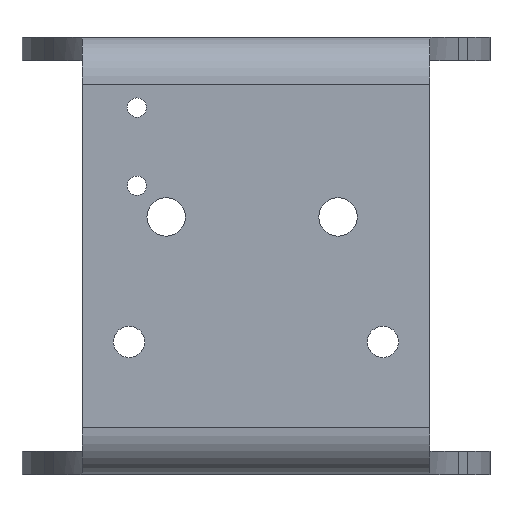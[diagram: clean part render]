
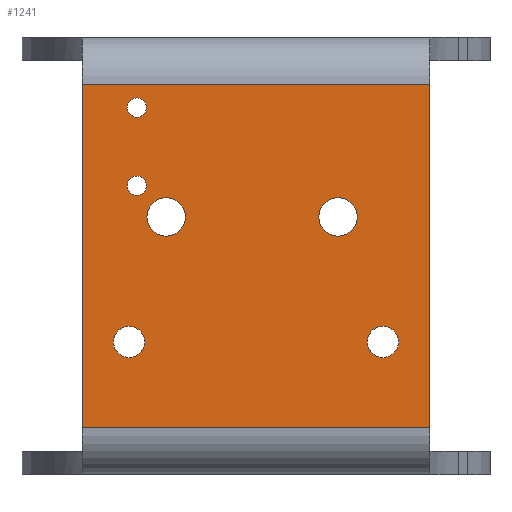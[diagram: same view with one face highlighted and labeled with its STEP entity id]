
A CAD part, front view. The second image highlights one B-rep face of the part: STEP entity #1241.
In plain terms, the highlighted planar face has unit normal (0, -1, 0).
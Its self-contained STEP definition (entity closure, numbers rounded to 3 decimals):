
#43=FACE_BOUND('',#238,.T.);
#44=FACE_BOUND('',#239,.T.);
#45=FACE_BOUND('',#240,.T.);
#46=FACE_BOUND('',#241,.T.);
#47=FACE_BOUND('',#242,.T.);
#48=FACE_BOUND('',#243,.T.);
#103=PLANE('',#1374);
#161=FACE_OUTER_BOUND('',#237,.T.);
#237=EDGE_LOOP('',(#1096,#1097,#1098,#1099));
#238=EDGE_LOOP('',(#1100));
#239=EDGE_LOOP('',(#1101));
#240=EDGE_LOOP('',(#1102));
#241=EDGE_LOOP('',(#1103));
#242=EDGE_LOOP('',(#1104));
#243=EDGE_LOOP('',(#1105));
#330=LINE('',#2057,#427);
#343=LINE('',#2201,#440);
#351=LINE('',#2225,#448);
#354=LINE('',#2231,#451);
#427=VECTOR('',#1624,10.);
#440=VECTOR('',#1657,10.);
#448=VECTOR('',#1687,10.);
#451=VECTOR('',#1696,10.);
#465=CIRCLE('',#1285,2.);
#467=CIRCLE('',#1288,2.);
#470=CIRCLE('',#1292,2.459);
#473=CIRCLE('',#1296,2.459);
#476=CIRCLE('',#1300,1.23);
#479=CIRCLE('',#1304,1.23);
#527=VERTEX_POINT('',#1743);
#529=VERTEX_POINT('',#1749);
#532=VERTEX_POINT('',#1757);
#535=VERTEX_POINT('',#1765);
#538=VERTEX_POINT('',#1773);
#541=VERTEX_POINT('',#1781);
#604=VERTEX_POINT('',#2054);
#605=VERTEX_POINT('',#2056);
#625=VERTEX_POINT('',#2198);
#626=VERTEX_POINT('',#2200);
#652=EDGE_CURVE('',#527,#527,#465,.T.);
#655=EDGE_CURVE('',#529,#529,#467,.T.);
#659=EDGE_CURVE('',#532,#532,#470,.T.);
#663=EDGE_CURVE('',#535,#535,#473,.T.);
#667=EDGE_CURVE('',#538,#538,#476,.T.);
#671=EDGE_CURVE('',#541,#541,#479,.T.);
#761=EDGE_CURVE('',#605,#604,#330,.T.);
#790=EDGE_CURVE('',#626,#625,#343,.T.);
#803=EDGE_CURVE('',#625,#605,#351,.T.);
#806=EDGE_CURVE('',#626,#604,#354,.T.);
#1096=ORIENTED_EDGE('',*,*,#761,.T.);
#1097=ORIENTED_EDGE('',*,*,#806,.F.);
#1098=ORIENTED_EDGE('',*,*,#790,.T.);
#1099=ORIENTED_EDGE('',*,*,#803,.T.);
#1100=ORIENTED_EDGE('',*,*,#652,.T.);
#1101=ORIENTED_EDGE('',*,*,#655,.T.);
#1102=ORIENTED_EDGE('',*,*,#659,.T.);
#1103=ORIENTED_EDGE('',*,*,#663,.T.);
#1104=ORIENTED_EDGE('',*,*,#667,.T.);
#1105=ORIENTED_EDGE('',*,*,#671,.T.);
#1241=ADVANCED_FACE('',(#161,#43,#44,#45,#46,#47,#48),#103,.F.);
#1285=AXIS2_PLACEMENT_3D('',#1745,#1427,#1428);
#1288=AXIS2_PLACEMENT_3D('',#1751,#1434,#1435);
#1292=AXIS2_PLACEMENT_3D('',#1759,#1443,#1444);
#1296=AXIS2_PLACEMENT_3D('',#1767,#1452,#1453);
#1300=AXIS2_PLACEMENT_3D('',#1775,#1461,#1462);
#1304=AXIS2_PLACEMENT_3D('',#1783,#1470,#1471);
#1374=AXIS2_PLACEMENT_3D('',#2230,#1694,#1695);
#1427=DIRECTION('center_axis',(0.,1.,0.));
#1428=DIRECTION('ref_axis',(-1.,0.,0.));
#1434=DIRECTION('center_axis',(0.,1.,0.));
#1435=DIRECTION('ref_axis',(-1.,0.,0.));
#1443=DIRECTION('center_axis',(0.,1.,0.));
#1444=DIRECTION('ref_axis',(1.,0.,0.));
#1452=DIRECTION('center_axis',(0.,1.,0.));
#1453=DIRECTION('ref_axis',(1.,0.,0.));
#1461=DIRECTION('center_axis',(0.,1.,0.));
#1462=DIRECTION('ref_axis',(1.,0.,0.));
#1470=DIRECTION('center_axis',(0.,1.,0.));
#1471=DIRECTION('ref_axis',(1.,0.,0.));
#1624=DIRECTION('',(0.,0.,1.));
#1657=DIRECTION('',(0.,0.,-1.));
#1687=DIRECTION('',(1.,0.,0.));
#1694=DIRECTION('center_axis',(0.,1.,0.));
#1695=DIRECTION('ref_axis',(1.,0.,0.));
#1696=DIRECTION('',(1.,0.,0.));
#1743=CARTESIAN_POINT('',(20.75,0.,-39.));
#1745=CARTESIAN_POINT('Origin',(18.75,0.,-39.));
#1749=CARTESIAN_POINT('',(53.25,0.,-39.));
#1751=CARTESIAN_POINT('Origin',(51.25,0.,-39.));
#1757=CARTESIAN_POINT('',(21.04,0.,-23.));
#1759=CARTESIAN_POINT('Origin',(23.498,0.,-23.));
#1765=CARTESIAN_POINT('',(43.04,0.,-23.));
#1767=CARTESIAN_POINT('Origin',(45.498,0.,-23.));
#1773=CARTESIAN_POINT('',(18.521,0.,-9.));
#1775=CARTESIAN_POINT('Origin',(19.75,0.,-9.));
#1781=CARTESIAN_POINT('',(18.521,0.,-19.));
#1783=CARTESIAN_POINT('Origin',(19.75,0.,-19.));
#2054=CARTESIAN_POINT('',(57.25,0.,-6.));
#2056=CARTESIAN_POINT('',(57.25,0.,-50.));
#2057=CARTESIAN_POINT('',(57.25,0.,-14.));
#2198=CARTESIAN_POINT('',(12.75,0.,-50.));
#2200=CARTESIAN_POINT('',(12.75,0.,-6.));
#2201=CARTESIAN_POINT('',(12.75,0.,-14.));
#2225=CARTESIAN_POINT('',(35.,0.,-50.));
#2230=CARTESIAN_POINT('Origin',(35.,0.,-28.));
#2231=CARTESIAN_POINT('',(35.,0.,-6.));
